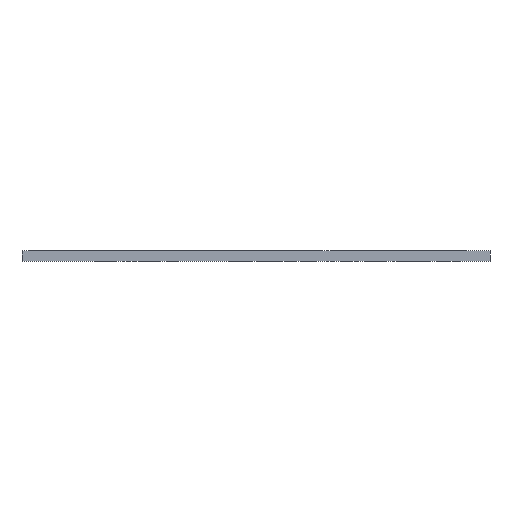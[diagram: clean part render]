
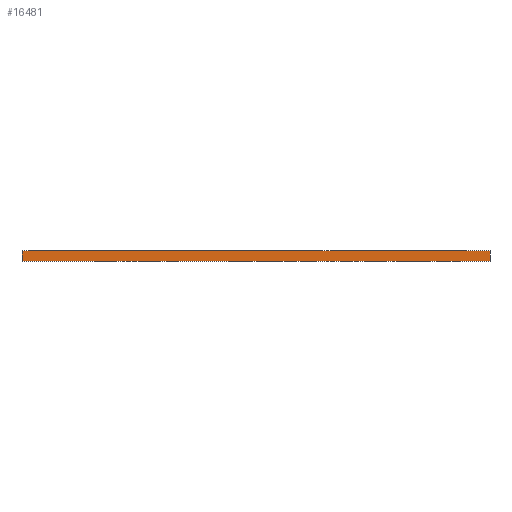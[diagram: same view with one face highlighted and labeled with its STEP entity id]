
A CAD part, front view. The second image highlights one B-rep face of the part: STEP entity #16481.
In plain terms, the highlighted planar face has unit normal (0, -1, 0).
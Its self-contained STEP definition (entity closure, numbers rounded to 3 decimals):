
#16481 = ADVANCED_FACE('',(#16482),#16516,.T.);
#16482 = FACE_BOUND('',#16483,.T.);
#16483 = EDGE_LOOP('',(#16484,#16494,#16502,#16510));
#16484 = ORIENTED_EDGE('',*,*,#16485,.T.);
#16485 = EDGE_CURVE('',#16486,#16488,#16490,.T.);
#16486 = VERTEX_POINT('',#16487);
#16487 = CARTESIAN_POINT('',(164.5,-140.9,0.));
#16488 = VERTEX_POINT('',#16489);
#16489 = CARTESIAN_POINT('',(164.5,-140.9,1.51));
#16490 = LINE('',#16491,#16492);
#16491 = CARTESIAN_POINT('',(164.5,-140.9,0.));
#16492 = VECTOR('',#16493,1.);
#16493 = DIRECTION('',(0.,0.,1.));
#16494 = ORIENTED_EDGE('',*,*,#16495,.T.);
#16495 = EDGE_CURVE('',#16488,#16496,#16498,.T.);
#16496 = VERTEX_POINT('',#16497);
#16497 = CARTESIAN_POINT('',(98.5,-140.9,1.51));
#16498 = LINE('',#16499,#16500);
#16499 = CARTESIAN_POINT('',(164.5,-140.9,1.51));
#16500 = VECTOR('',#16501,1.);
#16501 = DIRECTION('',(-1.,0.,0.));
#16502 = ORIENTED_EDGE('',*,*,#16503,.F.);
#16503 = EDGE_CURVE('',#16504,#16496,#16506,.T.);
#16504 = VERTEX_POINT('',#16505);
#16505 = CARTESIAN_POINT('',(98.5,-140.9,0.));
#16506 = LINE('',#16507,#16508);
#16507 = CARTESIAN_POINT('',(98.5,-140.9,0.));
#16508 = VECTOR('',#16509,1.);
#16509 = DIRECTION('',(0.,0.,1.));
#16510 = ORIENTED_EDGE('',*,*,#16511,.F.);
#16511 = EDGE_CURVE('',#16486,#16504,#16512,.T.);
#16512 = LINE('',#16513,#16514);
#16513 = CARTESIAN_POINT('',(164.5,-140.9,0.));
#16514 = VECTOR('',#16515,1.);
#16515 = DIRECTION('',(-1.,0.,0.));
#16516 = PLANE('',#16517);
#16517 = AXIS2_PLACEMENT_3D('',#16518,#16519,#16520);
#16518 = CARTESIAN_POINT('',(164.5,-140.9,0.));
#16519 = DIRECTION('',(0.,-1.,0.));
#16520 = DIRECTION('',(-1.,0.,0.));
